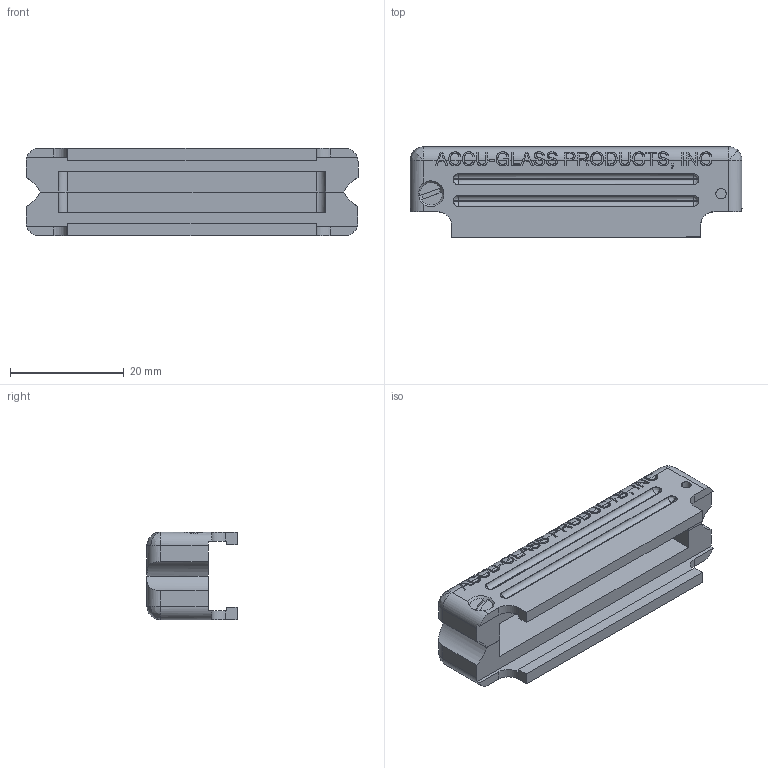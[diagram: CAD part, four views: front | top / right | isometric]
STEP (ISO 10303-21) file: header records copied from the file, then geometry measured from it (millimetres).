
FILE_DESCRIPTION (( 'STEP AP203' ), '1' );
FILE_NAME ('100475 ACCU-GLASS PRODUCTS, INC.STEP', '2010-08-23T22:02:04', ( ' ' ), ( ' ' ), 'SwSTEP 2.0', 'SolidWorks 2006004', '' );
FILE_SCHEMA (( 'CONFIG_CONTROL_DESIGN' ));
Length unit declared in the file: inch
Products named in the file (1): 100475 ACCU-GLASS PRODUCTS, INC
Bounding box: 58.42 x 15.9 x 15.39 mm (x, y, z)
Volume: 7458.7 mm3; surface area: 5526.9 mm2
Topology: 1 solids, 1 shells, 533 faces, 1510 edges, 984 vertices
Faces by surface type: bspline 240, plane 219, cylinder 70, cone 4
Entity records: 20658 total; most frequent: CARTESIAN_POINT 8712, ORIENTED_EDGE 3004, DIRECTION 1590, EDGE_CURVE 1502, VERTEX_POINT 984, VECTOR 704, LINE 704, B_SPLINE_CURVE_WITH_KNOTS 649
